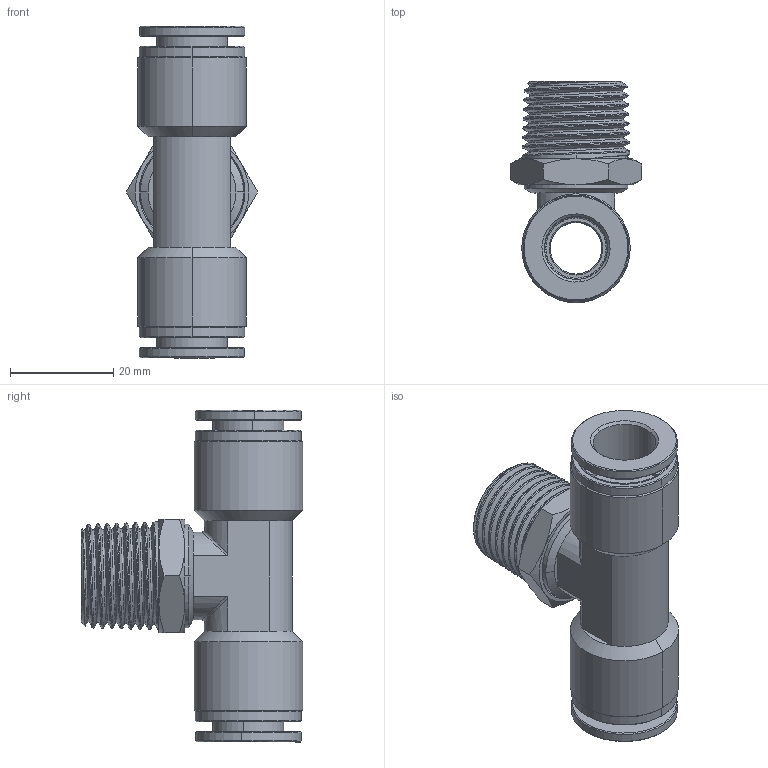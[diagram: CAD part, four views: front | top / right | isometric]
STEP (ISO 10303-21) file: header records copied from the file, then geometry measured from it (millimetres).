
FILE_DESCRIPTION (( 'STEP AP214' ), '1' );
FILE_NAME ('BTS12R1-2W.STEP', '2018-07-24T19:27:07', ( '' ), ( '' ), 'SwSTEP 2.0', 'SolidWorks 2016', '' );
FILE_SCHEMA (( 'AUTOMOTIVE_DESIGN' ));
Length unit declared in the file: millimetre
Products named in the file (1): BTS12R1-2W
Bounding box: 25.4 x 42.81 x 64.26 mm (x, y, z)
Volume: 15998 mm3; surface area: 18718.1 mm2
Topology: 12 solids, 12 shells, 984 faces, 2690 edges, 1744 vertices
Faces by surface type: plane 347, cone 313, cylinder 160, bspline 160, torus 4
Entity records: 52222 total; most frequent: CARTESIAN_POINT 18386, ORIENTED_EDGE 5380, DIRECTION 4079, EDGE_CURVE 2690, VERTEX_POINT 1744, AXIS2_PLACEMENT_3D 1661, B_SPLINE_CURVE_WITH_KNOTS 1064, EDGE_LOOP 1024
